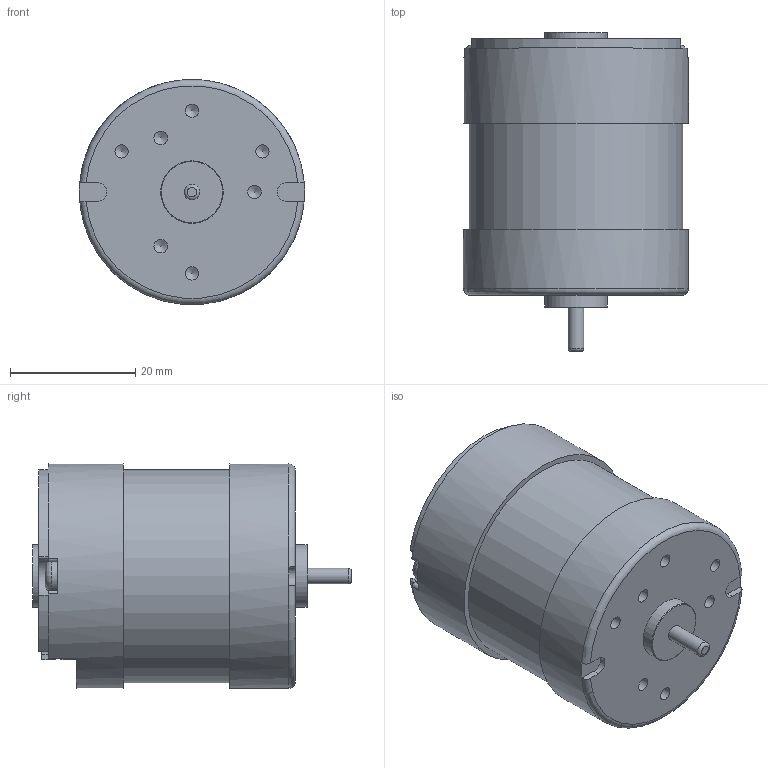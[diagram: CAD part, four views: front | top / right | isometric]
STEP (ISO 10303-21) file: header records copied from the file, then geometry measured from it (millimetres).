
FILE_DESCRIPTION((''),'2;1');
FILE_NAME('TP-3641AB,BB,CB.stp','2016-11-14T10:21:11',('Administrator'),(''),'Autodesk Inventor 2010','Autodesk Inventor 2010','');
FILE_SCHEMA(('AUTOMOTIVE_DESIGN { 1 0 10303 214 1 1 1 1 }'));
Length unit declared in the file: millimetre
Products named in the file (3): TP-3641AB,BB,CB; TP-3641BA,l; S9B-PH-SM4-TB
Assembly tree (2 placements, depth 2):
  TP-3641AB,BB,CB
    TP-3641BA,l
    S9B-PH-SM4-TB
Bounding box: 35.99 x 51 x 35.97 mm (x, y, z)
Volume: 38729.9 mm3; surface area: 8223.1 mm2
Topology: 2 solids, 2 shells, 277 faces, 737 edges, 488 vertices
Faces by surface type: plane 191, cylinder 56, bspline 25, torus 4, cone 1
Full cylindrical faces by diameter (mm): 2.5 x2, 5 x1, 10 x2, 34.1 x1, 36 x2
Entity records: 8882 total; most frequent: CARTESIAN_POINT 1898, ORIENTED_EDGE 1356, DIRECTION 1342, EDGE_CURVE 678, VECTOR 520, LINE 520, VERTEX_POINT 464, AXIS2_PLACEMENT_3D 411
